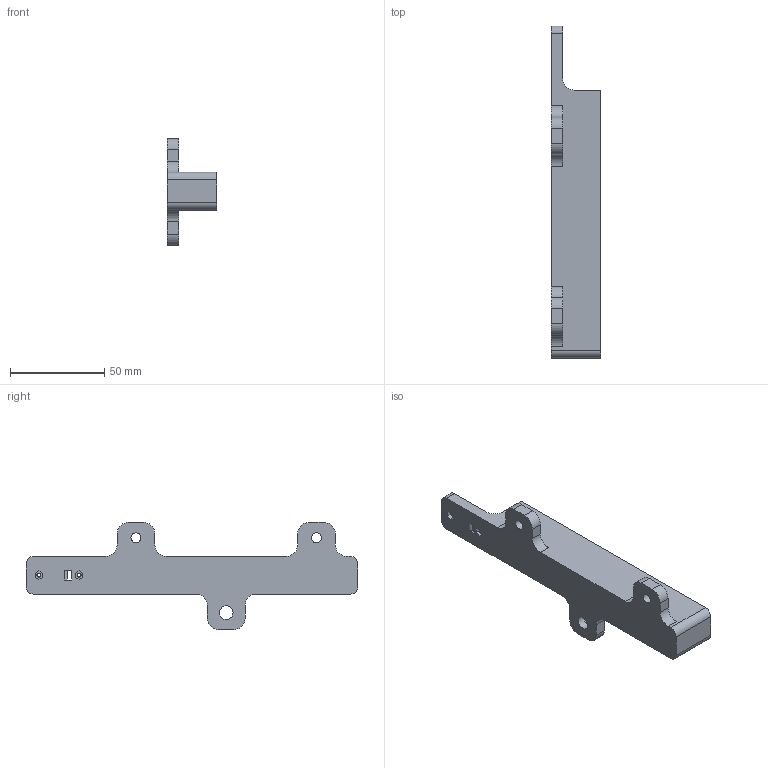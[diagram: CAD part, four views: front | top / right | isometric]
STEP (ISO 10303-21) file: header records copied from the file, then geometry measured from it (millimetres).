
FILE_DESCRIPTION(/* description */ (''),/* implementation_level */ '2;1');
FILE_NAME(/* name */ 'Counterweight.step',/* time_stamp */ '2022-05-21T09:15:55-05:00',/* author */ (''),/* organization */ (''),/* preprocessor_version */ 'ST-DEVELOPER v18.1',/* originating_system */ 'Autodesk Translation Framework v10.14.0.1471',/* authorisation */ '');
FILE_SCHEMA (('AUTOMOTIVE_DESIGN { 1 0 10303 214 3 1 1 }'));
Length unit declared in the file: millimetre
Products named in the file (2): Counterweight V4; Counterweight
Assembly tree (1 placements, depth 2):
  Counterweight V4
    Counterweight
Bounding box: 26 x 176 x 56.85 mm (x, y, z)
Volume: 27286 mm3; surface area: 30339.2 mm2
Topology: 1 solids, 1 shells, 78 faces, 213 edges, 142 vertices
Faces by surface type: plane 50, cylinder 28
Full cylindrical faces by diameter (mm): 2 x2, 5.3 x2, 7.24 x1, 9 x2, 11 x1
Entity records: 2550 total; most frequent: CARTESIAN_POINT 436, DIRECTION 431, ORIENTED_EDGE 426, EDGE_CURVE 213, LINE 157, VECTOR 157, VERTEX_POINT 142, AXIS2_PLACEMENT_3D 137
